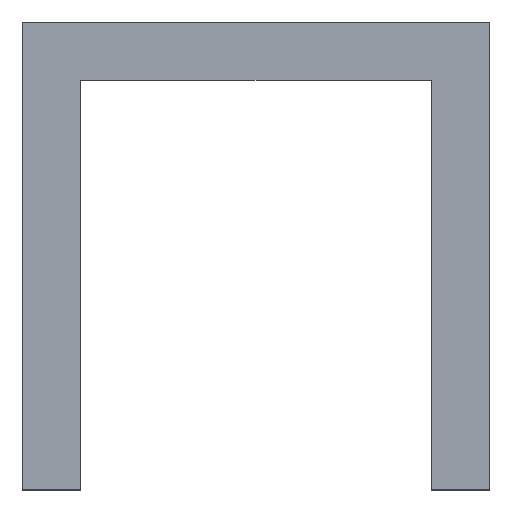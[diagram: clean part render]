
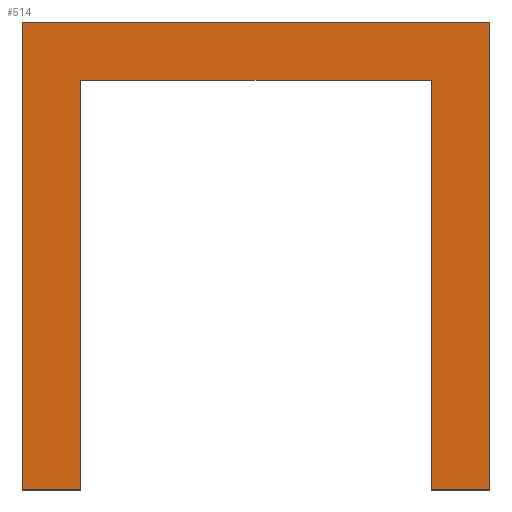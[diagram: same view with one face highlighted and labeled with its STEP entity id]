
A CAD part, front view. The second image highlights one B-rep face of the part: STEP entity #514.
In plain terms, the highlighted planar face has unit normal (0, -1, 0).
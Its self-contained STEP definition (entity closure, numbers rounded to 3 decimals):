
#24 = VERTEX_POINT('',#25);
#25 = CARTESIAN_POINT('',(0.,-140.,0.));
#32 = PLANE('',#33);
#33 = AXIS2_PLACEMENT_3D('',#34,#35,#36);
#34 = CARTESIAN_POINT('',(0.,140.,0.));
#35 = DIRECTION('',(-1.,0.,0.));
#36 = DIRECTION('',(0.,0.,1.));
#44 = PLANE('',#45);
#45 = AXIS2_PLACEMENT_3D('',#46,#47,#48);
#46 = CARTESIAN_POINT('',(2.,140.,0.));
#47 = DIRECTION('',(0.,0.,-1.));
#48 = DIRECTION('',(-1.,0.,0.));
#56 = EDGE_CURVE('',#24,#57,#59,.T.);
#57 = VERTEX_POINT('',#58);
#58 = CARTESIAN_POINT('',(0.,-140.,16.));
#59 = SURFACE_CURVE('',#60,(#64,#71),.PCURVE_S1.);
#60 = LINE('',#61,#62);
#61 = CARTESIAN_POINT('',(0.,-140.,0.));
#62 = VECTOR('',#63,1.);
#63 = DIRECTION('',(0.,0.,1.));
#64 = PCURVE('',#32,#65);
#65 = DEFINITIONAL_REPRESENTATION('',(#66),#70);
#66 = LINE('',#67,#68);
#67 = CARTESIAN_POINT('',(0.,-280.));
#68 = VECTOR('',#69,1.);
#69 = DIRECTION('',(1.,0.));
#70 = ( GEOMETRIC_REPRESENTATION_CONTEXT(2) 
PARAMETRIC_REPRESENTATION_CONTEXT() REPRESENTATION_CONTEXT('2D SPACE',''
  ) );
#71 = PCURVE('',#72,#77);
#72 = PLANE('',#73);
#73 = AXIS2_PLACEMENT_3D('',#74,#75,#76);
#74 = CARTESIAN_POINT('',(0.,-140.,0.));
#75 = DIRECTION('',(0.,-1.,0.));
#76 = DIRECTION('',(0.,0.,-1.));
#77 = DEFINITIONAL_REPRESENTATION('',(#78),#82);
#78 = LINE('',#79,#80);
#79 = CARTESIAN_POINT('',(0.,0.));
#80 = VECTOR('',#81,1.);
#81 = DIRECTION('',(-1.,0.));
#82 = ( GEOMETRIC_REPRESENTATION_CONTEXT(2) 
PARAMETRIC_REPRESENTATION_CONTEXT() REPRESENTATION_CONTEXT('2D SPACE',''
  ) );
#100 = PLANE('',#101);
#101 = AXIS2_PLACEMENT_3D('',#102,#103,#104);
#102 = CARTESIAN_POINT('',(0.,140.,16.));
#103 = DIRECTION('',(0.,0.,1.));
#104 = DIRECTION('',(1.,0.,0.));
#284 = VERTEX_POINT('',#285);
#285 = CARTESIAN_POINT('',(2.,-140.,0.));
#299 = PLANE('',#300);
#300 = AXIS2_PLACEMENT_3D('',#301,#302,#303);
#301 = CARTESIAN_POINT('',(2.,140.,14.));
#302 = DIRECTION('',(1.,0.,0.));
#303 = DIRECTION('',(0.,0.,-1.));
#311 = EDGE_CURVE('',#284,#24,#312,.T.);
#312 = SURFACE_CURVE('',#313,(#317,#324),.PCURVE_S1.);
#313 = LINE('',#314,#315);
#314 = CARTESIAN_POINT('',(2.,-140.,0.));
#315 = VECTOR('',#316,1.);
#316 = DIRECTION('',(-1.,0.,0.));
#317 = PCURVE('',#44,#318);
#318 = DEFINITIONAL_REPRESENTATION('',(#319),#323);
#319 = LINE('',#320,#321);
#320 = CARTESIAN_POINT('',(0.,-280.));
#321 = VECTOR('',#322,1.);
#322 = DIRECTION('',(1.,0.));
#323 = ( GEOMETRIC_REPRESENTATION_CONTEXT(2) 
PARAMETRIC_REPRESENTATION_CONTEXT() REPRESENTATION_CONTEXT('2D SPACE',''
  ) );
#324 = PCURVE('',#72,#325);
#325 = DEFINITIONAL_REPRESENTATION('',(#326),#330);
#326 = LINE('',#327,#328);
#327 = CARTESIAN_POINT('',(0.,2.));
#328 = VECTOR('',#329,1.);
#329 = DIRECTION('',(0.,-1.));
#330 = ( GEOMETRIC_REPRESENTATION_CONTEXT(2) 
PARAMETRIC_REPRESENTATION_CONTEXT() REPRESENTATION_CONTEXT('2D SPACE',''
  ) );
#397 = PLANE('',#398);
#398 = AXIS2_PLACEMENT_3D('',#399,#400,#401);
#399 = CARTESIAN_POINT('',(16.,140.,16.));
#400 = DIRECTION('',(1.,0.,0.));
#401 = DIRECTION('',(0.,0.,-1.));
#425 = PLANE('',#426);
#426 = AXIS2_PLACEMENT_3D('',#427,#428,#429);
#427 = CARTESIAN_POINT('',(16.,140.,0.));
#428 = DIRECTION('',(0.,0.,-1.));
#429 = DIRECTION('',(-1.,0.,0.));
#453 = PLANE('',#454);
#454 = AXIS2_PLACEMENT_3D('',#455,#456,#457);
#455 = CARTESIAN_POINT('',(14.,140.,0.));
#456 = DIRECTION('',(-1.,0.,0.));
#457 = DIRECTION('',(0.,0.,1.));
#481 = PLANE('',#482);
#482 = AXIS2_PLACEMENT_3D('',#483,#484,#485);
#483 = CARTESIAN_POINT('',(14.,140.,14.));
#484 = DIRECTION('',(0.,0.,-1.));
#485 = DIRECTION('',(-1.,0.,0.));
#514 = ADVANCED_FACE('',(#515),#72,.T.);
#515 = FACE_BOUND('',#516,.F.);
#516 = EDGE_LOOP('',(#517,#518,#541,#564,#587,#610,#633,#654));
#517 = ORIENTED_EDGE('',*,*,#56,.T.);
#518 = ORIENTED_EDGE('',*,*,#519,.T.);
#519 = EDGE_CURVE('',#57,#520,#522,.T.);
#520 = VERTEX_POINT('',#521);
#521 = CARTESIAN_POINT('',(16.,-140.,16.));
#522 = SURFACE_CURVE('',#523,(#527,#534),.PCURVE_S1.);
#523 = LINE('',#524,#525);
#524 = CARTESIAN_POINT('',(0.,-140.,16.));
#525 = VECTOR('',#526,1.);
#526 = DIRECTION('',(1.,0.,0.));
#527 = PCURVE('',#72,#528);
#528 = DEFINITIONAL_REPRESENTATION('',(#529),#533);
#529 = LINE('',#530,#531);
#530 = CARTESIAN_POINT('',(-16.,0.));
#531 = VECTOR('',#532,1.);
#532 = DIRECTION('',(0.,1.));
#533 = ( GEOMETRIC_REPRESENTATION_CONTEXT(2) 
PARAMETRIC_REPRESENTATION_CONTEXT() REPRESENTATION_CONTEXT('2D SPACE',''
  ) );
#534 = PCURVE('',#100,#535);
#535 = DEFINITIONAL_REPRESENTATION('',(#536),#540);
#536 = LINE('',#537,#538);
#537 = CARTESIAN_POINT('',(0.,-280.));
#538 = VECTOR('',#539,1.);
#539 = DIRECTION('',(1.,0.));
#540 = ( GEOMETRIC_REPRESENTATION_CONTEXT(2) 
PARAMETRIC_REPRESENTATION_CONTEXT() REPRESENTATION_CONTEXT('2D SPACE',''
  ) );
#541 = ORIENTED_EDGE('',*,*,#542,.T.);
#542 = EDGE_CURVE('',#520,#543,#545,.T.);
#543 = VERTEX_POINT('',#544);
#544 = CARTESIAN_POINT('',(16.,-140.,0.));
#545 = SURFACE_CURVE('',#546,(#550,#557),.PCURVE_S1.);
#546 = LINE('',#547,#548);
#547 = CARTESIAN_POINT('',(16.,-140.,16.));
#548 = VECTOR('',#549,1.);
#549 = DIRECTION('',(0.,0.,-1.));
#550 = PCURVE('',#72,#551);
#551 = DEFINITIONAL_REPRESENTATION('',(#552),#556);
#552 = LINE('',#553,#554);
#553 = CARTESIAN_POINT('',(-16.,16.));
#554 = VECTOR('',#555,1.);
#555 = DIRECTION('',(1.,0.));
#556 = ( GEOMETRIC_REPRESENTATION_CONTEXT(2) 
PARAMETRIC_REPRESENTATION_CONTEXT() REPRESENTATION_CONTEXT('2D SPACE',''
  ) );
#557 = PCURVE('',#397,#558);
#558 = DEFINITIONAL_REPRESENTATION('',(#559),#563);
#559 = LINE('',#560,#561);
#560 = CARTESIAN_POINT('',(0.,-280.));
#561 = VECTOR('',#562,1.);
#562 = DIRECTION('',(1.,0.));
#563 = ( GEOMETRIC_REPRESENTATION_CONTEXT(2) 
PARAMETRIC_REPRESENTATION_CONTEXT() REPRESENTATION_CONTEXT('2D SPACE',''
  ) );
#564 = ORIENTED_EDGE('',*,*,#565,.T.);
#565 = EDGE_CURVE('',#543,#566,#568,.T.);
#566 = VERTEX_POINT('',#567);
#567 = CARTESIAN_POINT('',(14.,-140.,0.));
#568 = SURFACE_CURVE('',#569,(#573,#580),.PCURVE_S1.);
#569 = LINE('',#570,#571);
#570 = CARTESIAN_POINT('',(16.,-140.,0.));
#571 = VECTOR('',#572,1.);
#572 = DIRECTION('',(-1.,0.,0.));
#573 = PCURVE('',#72,#574);
#574 = DEFINITIONAL_REPRESENTATION('',(#575),#579);
#575 = LINE('',#576,#577);
#576 = CARTESIAN_POINT('',(0.,16.));
#577 = VECTOR('',#578,1.);
#578 = DIRECTION('',(0.,-1.));
#579 = ( GEOMETRIC_REPRESENTATION_CONTEXT(2) 
PARAMETRIC_REPRESENTATION_CONTEXT() REPRESENTATION_CONTEXT('2D SPACE',''
  ) );
#580 = PCURVE('',#425,#581);
#581 = DEFINITIONAL_REPRESENTATION('',(#582),#586);
#582 = LINE('',#583,#584);
#583 = CARTESIAN_POINT('',(0.,-280.));
#584 = VECTOR('',#585,1.);
#585 = DIRECTION('',(1.,0.));
#586 = ( GEOMETRIC_REPRESENTATION_CONTEXT(2) 
PARAMETRIC_REPRESENTATION_CONTEXT() REPRESENTATION_CONTEXT('2D SPACE',''
  ) );
#587 = ORIENTED_EDGE('',*,*,#588,.T.);
#588 = EDGE_CURVE('',#566,#589,#591,.T.);
#589 = VERTEX_POINT('',#590);
#590 = CARTESIAN_POINT('',(14.,-140.,14.));
#591 = SURFACE_CURVE('',#592,(#596,#603),.PCURVE_S1.);
#592 = LINE('',#593,#594);
#593 = CARTESIAN_POINT('',(14.,-140.,0.));
#594 = VECTOR('',#595,1.);
#595 = DIRECTION('',(0.,0.,1.));
#596 = PCURVE('',#72,#597);
#597 = DEFINITIONAL_REPRESENTATION('',(#598),#602);
#598 = LINE('',#599,#600);
#599 = CARTESIAN_POINT('',(0.,14.));
#600 = VECTOR('',#601,1.);
#601 = DIRECTION('',(-1.,0.));
#602 = ( GEOMETRIC_REPRESENTATION_CONTEXT(2) 
PARAMETRIC_REPRESENTATION_CONTEXT() REPRESENTATION_CONTEXT('2D SPACE',''
  ) );
#603 = PCURVE('',#453,#604);
#604 = DEFINITIONAL_REPRESENTATION('',(#605),#609);
#605 = LINE('',#606,#607);
#606 = CARTESIAN_POINT('',(0.,-280.));
#607 = VECTOR('',#608,1.);
#608 = DIRECTION('',(1.,0.));
#609 = ( GEOMETRIC_REPRESENTATION_CONTEXT(2) 
PARAMETRIC_REPRESENTATION_CONTEXT() REPRESENTATION_CONTEXT('2D SPACE',''
  ) );
#610 = ORIENTED_EDGE('',*,*,#611,.T.);
#611 = EDGE_CURVE('',#589,#612,#614,.T.);
#612 = VERTEX_POINT('',#613);
#613 = CARTESIAN_POINT('',(2.,-140.,14.));
#614 = SURFACE_CURVE('',#615,(#619,#626),.PCURVE_S1.);
#615 = LINE('',#616,#617);
#616 = CARTESIAN_POINT('',(14.,-140.,14.));
#617 = VECTOR('',#618,1.);
#618 = DIRECTION('',(-1.,0.,0.));
#619 = PCURVE('',#72,#620);
#620 = DEFINITIONAL_REPRESENTATION('',(#621),#625);
#621 = LINE('',#622,#623);
#622 = CARTESIAN_POINT('',(-14.,14.));
#623 = VECTOR('',#624,1.);
#624 = DIRECTION('',(0.,-1.));
#625 = ( GEOMETRIC_REPRESENTATION_CONTEXT(2) 
PARAMETRIC_REPRESENTATION_CONTEXT() REPRESENTATION_CONTEXT('2D SPACE',''
  ) );
#626 = PCURVE('',#481,#627);
#627 = DEFINITIONAL_REPRESENTATION('',(#628),#632);
#628 = LINE('',#629,#630);
#629 = CARTESIAN_POINT('',(0.,-280.));
#630 = VECTOR('',#631,1.);
#631 = DIRECTION('',(1.,0.));
#632 = ( GEOMETRIC_REPRESENTATION_CONTEXT(2) 
PARAMETRIC_REPRESENTATION_CONTEXT() REPRESENTATION_CONTEXT('2D SPACE',''
  ) );
#633 = ORIENTED_EDGE('',*,*,#634,.T.);
#634 = EDGE_CURVE('',#612,#284,#635,.T.);
#635 = SURFACE_CURVE('',#636,(#640,#647),.PCURVE_S1.);
#636 = LINE('',#637,#638);
#637 = CARTESIAN_POINT('',(2.,-140.,14.));
#638 = VECTOR('',#639,1.);
#639 = DIRECTION('',(0.,0.,-1.));
#640 = PCURVE('',#72,#641);
#641 = DEFINITIONAL_REPRESENTATION('',(#642),#646);
#642 = LINE('',#643,#644);
#643 = CARTESIAN_POINT('',(-14.,2.));
#644 = VECTOR('',#645,1.);
#645 = DIRECTION('',(1.,0.));
#646 = ( GEOMETRIC_REPRESENTATION_CONTEXT(2) 
PARAMETRIC_REPRESENTATION_CONTEXT() REPRESENTATION_CONTEXT('2D SPACE',''
  ) );
#647 = PCURVE('',#299,#648);
#648 = DEFINITIONAL_REPRESENTATION('',(#649),#653);
#649 = LINE('',#650,#651);
#650 = CARTESIAN_POINT('',(0.,-280.));
#651 = VECTOR('',#652,1.);
#652 = DIRECTION('',(1.,0.));
#653 = ( GEOMETRIC_REPRESENTATION_CONTEXT(2) 
PARAMETRIC_REPRESENTATION_CONTEXT() REPRESENTATION_CONTEXT('2D SPACE',''
  ) );
#654 = ORIENTED_EDGE('',*,*,#311,.T.);
